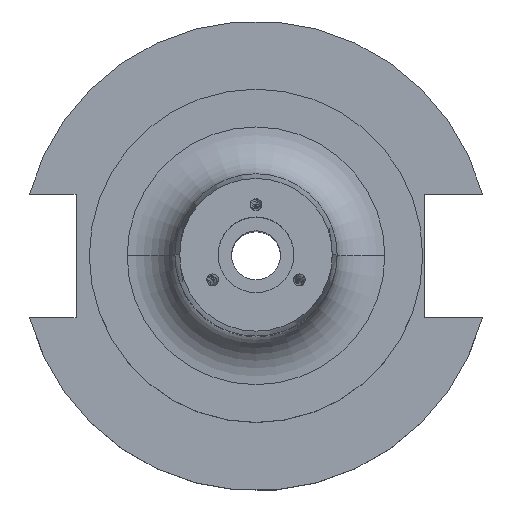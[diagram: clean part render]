
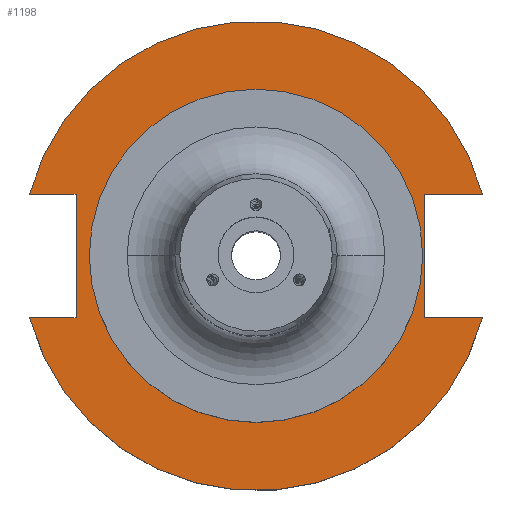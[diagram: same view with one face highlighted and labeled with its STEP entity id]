
A CAD part, top view. The second image highlights one B-rep face of the part: STEP entity #1198.
In plain terms, the highlighted planar face has unit normal (0, 0, 1).
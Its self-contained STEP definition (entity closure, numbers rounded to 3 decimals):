
#39 = ORIENTED_EDGE ( 'NONE', *, *, #323, .F. ) ;
#100 = CARTESIAN_POINT ( 'NONE',  ( -47.477, -12.954, 19.05 ) ) ;
#101 = ORIENTED_EDGE ( 'NONE', *, *, #2470, .T. ) ;
#102 = VERTEX_POINT ( 'NONE', #559 ) ;
#110 = VERTEX_POINT ( 'NONE', #850 ) ;
#118 = DIRECTION ( 'NONE',  ( 1., 0., 0. ) ) ;
#132 = VECTOR ( 'NONE', #1870, 1000. ) ;
#213 = LINE ( 'NONE', #1835, #2343 ) ;
#238 = CIRCLE ( 'NONE', #1413, 34.925 ) ;
#267 = VECTOR ( 'NONE', #1488, 1000. ) ;
#323 = EDGE_CURVE ( 'NONE', #2058, #1837, #2598, .T. ) ;
#376 = CARTESIAN_POINT ( 'NONE',  ( -63.719, -12.954, 19.05 ) ) ;
#385 = AXIS2_PLACEMENT_3D ( 'NONE', #893, #2329, #1101 ) ;
#391 = EDGE_CURVE ( 'NONE', #2058, #102, #1935, .T. ) ;
#415 = ORIENTED_EDGE ( 'NONE', *, *, #2065, .F. ) ;
#457 = VECTOR ( 'NONE', #1844, 1000. ) ;
#468 = CARTESIAN_POINT ( 'NONE',  ( 35.306, 12.954, 19.05 ) ) ;
#483 = ORIENTED_EDGE ( 'NONE', *, *, #1709, .F. ) ;
#485 = CARTESIAN_POINT ( 'NONE',  ( 35.306, -12.954, 19.05 ) ) ;
#559 = CARTESIAN_POINT ( 'NONE',  ( 47.477, -12.954, 19.05 ) ) ;
#576 = DIRECTION ( 'NONE',  ( 0., 1., 0. ) ) ;
#583 = CARTESIAN_POINT ( 'NONE',  ( 35.306, -12.954, 19.05 ) ) ;
#591 = AXIS2_PLACEMENT_3D ( 'NONE', #1932, #681, #2127 ) ;
#594 = VERTEX_POINT ( 'NONE', #1778 ) ;
#629 = VERTEX_POINT ( 'NONE', #2002 ) ;
#681 = DIRECTION ( 'NONE',  ( 0., 0., 1. ) ) ;
#701 = CARTESIAN_POINT ( 'NONE',  ( 0., 49.212, 19.05 ) ) ;
#829 = VERTEX_POINT ( 'NONE', #1751 ) ;
#850 = CARTESIAN_POINT ( 'NONE',  ( -47.477, 12.954, 19.05 ) ) ;
#893 = CARTESIAN_POINT ( 'NONE',  ( 0., 0., 19.05 ) ) ;
#967 = EDGE_CURVE ( 'NONE', #829, #2013, #1114, .T. ) ;
#974 = DIRECTION ( 'NONE',  ( -1., 0., 0. ) ) ;
#1018 = FACE_OUTER_BOUND ( 'NONE', #2419, .T. ) ;
#1032 = ORIENTED_EDGE ( 'NONE', *, *, #1319, .F. ) ;
#1050 = LINE ( 'NONE', #485, #2626 ) ;
#1096 = EDGE_CURVE ( 'NONE', #629, #594, #238, .T. ) ;
#1101 = DIRECTION ( 'NONE',  ( 1., 0., 0. ) ) ;
#1104 = AXIS2_PLACEMENT_3D ( 'NONE', #1572, #1546, #118 ) ;
#1114 = LINE ( 'NONE', #2210, #1537 ) ;
#1142 = ORIENTED_EDGE ( 'NONE', *, *, #2562, .F. ) ;
#1173 = ORIENTED_EDGE ( 'NONE', *, *, #391, .T. ) ;
#1183 = VERTEX_POINT ( 'NONE', #1775 ) ;
#1198 = ADVANCED_FACE ( 'NONE', ( #2244, #1018 ), #1527, .T. ) ;
#1273 = LINE ( 'NONE', #1657, #132 ) ;
#1293 = LINE ( 'NONE', #1901, #267 ) ;
#1319 = EDGE_CURVE ( 'NONE', #1183, #110, #1293, .T. ) ;
#1413 = AXIS2_PLACEMENT_3D ( 'NONE', #2257, #2459, #2044 ) ;
#1437 = ORIENTED_EDGE ( 'NONE', *, *, #1096, .F. ) ;
#1488 = DIRECTION ( 'NONE',  ( -1., 0., 0. ) ) ;
#1499 = ORIENTED_EDGE ( 'NONE', *, *, #2258, .F. ) ;
#1527 = PLANE ( 'NONE',  #2641 ) ;
#1537 = VECTOR ( 'NONE', #974, 1000. ) ;
#1546 = DIRECTION ( 'NONE',  ( 0., 0., 1. ) ) ;
#1572 = CARTESIAN_POINT ( 'NONE',  ( 0., 0., 19.05 ) ) ;
#1657 = CARTESIAN_POINT ( 'NONE',  ( 35.306, 12.954, 19.05 ) ) ;
#1709 = EDGE_CURVE ( 'NONE', #594, #629, #1784, .T. ) ;
#1751 = CARTESIAN_POINT ( 'NONE',  ( 47.477, 12.954, 19.05 ) ) ;
#1775 = CARTESIAN_POINT ( 'NONE',  ( -37.719, 12.954, 19.05 ) ) ;
#1778 = CARTESIAN_POINT ( 'NONE',  ( -34.925, 0., 19.05 ) ) ;
#1784 = CIRCLE ( 'NONE', #385, 34.925 ) ;
#1835 = CARTESIAN_POINT ( 'NONE',  ( -37.719, 12.954, 19.05 ) ) ;
#1837 = VERTEX_POINT ( 'NONE', #1992 ) ;
#1844 = DIRECTION ( 'NONE',  ( 1., 0., 0. ) ) ;
#1870 = DIRECTION ( 'NONE',  ( 0., -1., 0. ) ) ;
#1890 = EDGE_LOOP ( 'NONE', ( #1437, #483 ) ) ;
#1901 = CARTESIAN_POINT ( 'NONE',  ( -63.719, 12.954, 19.05 ) ) ;
#1928 = DIRECTION ( 'NONE',  ( 1., 0., 0. ) ) ;
#1932 = CARTESIAN_POINT ( 'NONE',  ( 0., 0., 19.05 ) ) ;
#1935 = CIRCLE ( 'NONE', #1104, 49.212 ) ;
#1992 = CARTESIAN_POINT ( 'NONE',  ( -37.719, -12.954, 19.05 ) ) ;
#2002 = CARTESIAN_POINT ( 'NONE',  ( 34.925, 0., 19.05 ) ) ;
#2003 = CIRCLE ( 'NONE', #591, 49.212 ) ;
#2013 = VERTEX_POINT ( 'NONE', #468 ) ;
#2044 = DIRECTION ( 'NONE',  ( 1., 0., 0. ) ) ;
#2058 = VERTEX_POINT ( 'NONE', #100 ) ;
#2065 = EDGE_CURVE ( 'NONE', #2606, #102, #1050, .T. ) ;
#2127 = DIRECTION ( 'NONE',  ( 1., 0., 0. ) ) ;
#2145 = DIRECTION ( 'NONE',  ( 0., 0., 1. ) ) ;
#2155 = DIRECTION ( 'NONE',  ( 1., 0., 0. ) ) ;
#2210 = CARTESIAN_POINT ( 'NONE',  ( 35.306, 12.954, 19.05 ) ) ;
#2244 = FACE_BOUND ( 'NONE', #1890, .T. ) ;
#2257 = CARTESIAN_POINT ( 'NONE',  ( 0., 0., 19.05 ) ) ;
#2258 = EDGE_CURVE ( 'NONE', #2013, #2606, #1273, .T. ) ;
#2267 = ORIENTED_EDGE ( 'NONE', *, *, #967, .F. ) ;
#2329 = DIRECTION ( 'NONE',  ( 0., 0., 1. ) ) ;
#2343 = VECTOR ( 'NONE', #576, 1000. ) ;
#2419 = EDGE_LOOP ( 'NONE', ( #1173, #415, #1499, #2267, #101, #1032, #1142, #39 ) ) ;
#2459 = DIRECTION ( 'NONE',  ( 0., 0., 1. ) ) ;
#2470 = EDGE_CURVE ( 'NONE', #829, #110, #2003, .T. ) ;
#2562 = EDGE_CURVE ( 'NONE', #1837, #1183, #213, .T. ) ;
#2598 = LINE ( 'NONE', #376, #457 ) ;
#2606 = VERTEX_POINT ( 'NONE', #583 ) ;
#2626 = VECTOR ( 'NONE', #2155, 1000. ) ;
#2641 = AXIS2_PLACEMENT_3D ( 'NONE', #701, #2145, #1928 ) ;
